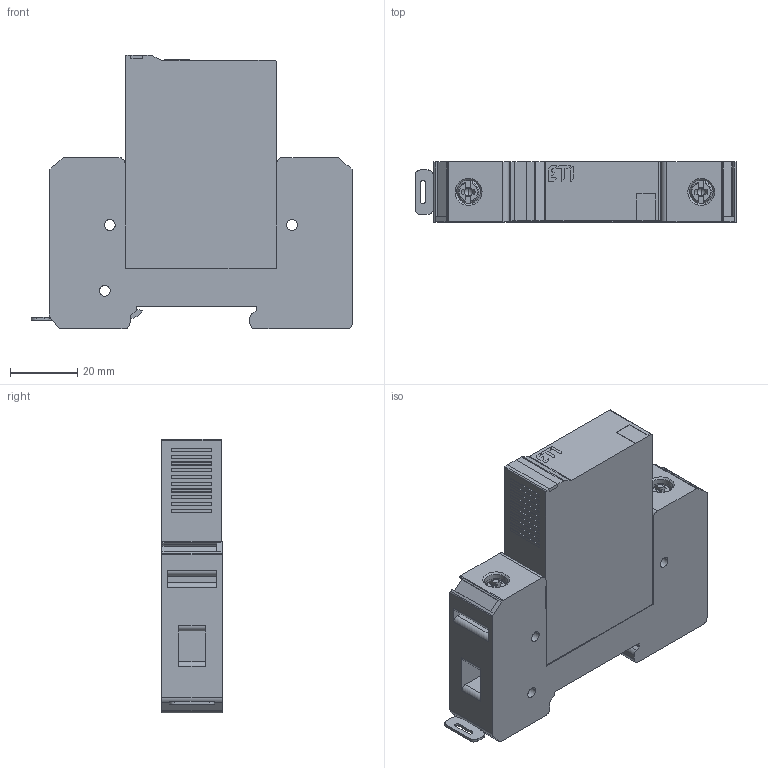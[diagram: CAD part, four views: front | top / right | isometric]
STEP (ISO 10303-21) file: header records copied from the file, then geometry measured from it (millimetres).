
FILE_DESCRIPTION((''),'2;1');
FILE_NAME('ASM0027_ASM','2021-02-01T',('marketing.praksa'),('Audax d.o.o.'),'CREO PARAMETRIC BY PTC INC, 2017480','CREO PARAMETRIC BY PTC INC, 2017480','');
FILE_SCHEMA(('AUTOMOTIVE_DESIGN { 1 0 10303 214 1 1 1 1 }'));
Products named in the file (20): ETITEC_V_T12_28012_5_1_0_1_1_13; ASM0006_ASM_1_ASM_1_1_2_3_ASM; FOR_DIN_1_1_2_3_4_5_1; FOR_DIN_1_1_2_3_4_5_2; FOR_DIN_1_1_2_3_4_5_3; FOR_DIN_1_1_2_3_4_5_ASM; 135_SCREW_1_1_2_3; PRT0009_1_1_2_3; ETITEC_V_T12_28012_5_1_0_1_1_14; PRT0008_1_1_1_1_1_2_3; ASM0003_ASM_1_1_ASM_1_ASM_1_1_3_ASM; ASM0007_ASM_1_ASM_1_1_2_3_ASM; ASM0009_ASM_1_1_2_3_ASM; TMP_DWG_65_1_1_1_2_1_2_3_1_1__3; TMP_DWG_65_1_2_1_2_1_2_3_1_1__3; TMP_DWG_65_1_3_1_2_1_2_3_1_1__3; ASM0011_1_ASM_1_1_2_3_ASM; LOGO_X-7_41_Y-4_55_ASM_1_1_2_3_ASM; PART1_ASM_1_1_2_3_ASM; ASM0027_ASM
Assembly tree (19 placements, depth 6):
  ASM0027_ASM
    PART1_ASM_1_1_2_3_ASM
      ASM0006_ASM_1_ASM_1_1_2_3_ASM
        ETITEC_V_T12_28012_5_1_0_1_1_13
      FOR_DIN_1_1_2_3_4_5_ASM
        FOR_DIN_1_1_2_3_4_5_1
        FOR_DIN_1_1_2_3_4_5_2
        FOR_DIN_1_1_2_3_4_5_3
      135_SCREW_1_1_2_3
      PRT0009_1_1_2_3
      ASM0009_ASM_1_1_2_3_ASM
        ASM0007_ASM_1_ASM_1_1_2_3_ASM
          ASM0003_ASM_1_1_ASM_1_ASM_1_1_3_ASM
            ETITEC_V_T12_28012_5_1_0_1_1_14
            PRT0008_1_1_1_1_1_2_3
      LOGO_X-7_41_Y-4_55_ASM_1_1_2_3_ASM
        ASM0011_1_ASM_1_1_2_3_ASM
          TMP_DWG_65_1_1_1_2_1_2_3_1_1__3
          TMP_DWG_65_1_2_1_2_1_2_3_1_1__3
          TMP_DWG_65_1_3_1_2_1_2_3_1_1__3
Bounding box: 95.29 x 17.8 x 81.2 mm (x, y, z)
Volume: 95068 mm3; surface area: 25176.6 mm2
Topology: 11 solids, 11 shells, 421 faces, 1100 edges, 727 vertices
Faces by surface type: plane 281, cylinder 104, cone 20, bspline 8, sphere 4, torus 4
Entity records: 19352 total; most frequent: CARTESIAN_POINT 3159, DIRECTION 2235, ORIENTED_EDGE 2192, PRESENTATION_STYLE_ASSIGNMENT 1280, STYLED_ITEM 1226, CURVE_STYLE 1096, EDGE_CURVE 1096, VECTOR 761
